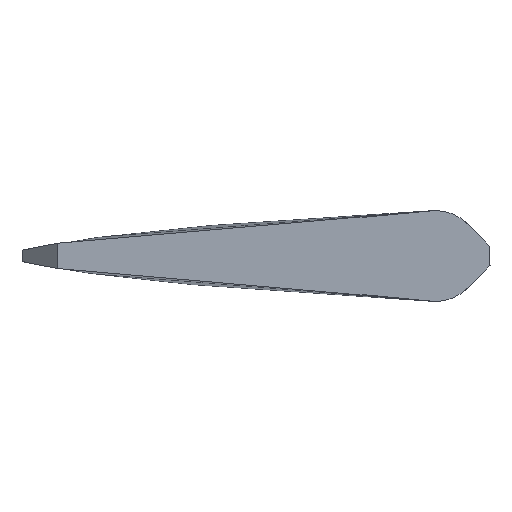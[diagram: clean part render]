
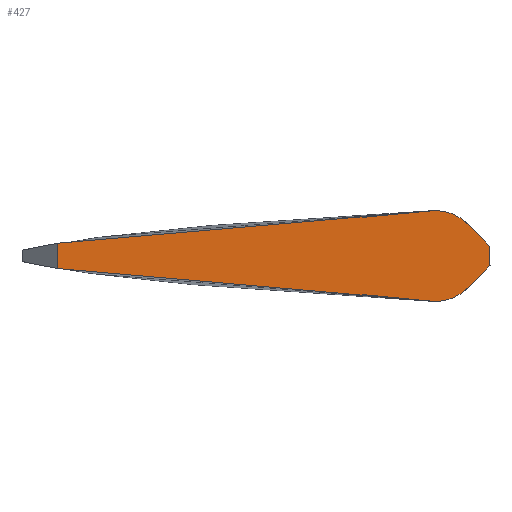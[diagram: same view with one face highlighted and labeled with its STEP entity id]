
A CAD part, left-side view. The second image highlights one B-rep face of the part: STEP entity #427.
In plain terms, the highlighted planar face has unit normal (-1, 0, 0).
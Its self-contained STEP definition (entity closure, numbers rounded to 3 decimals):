
#17=(
BOUNDED_CURVE()
B_SPLINE_CURVE(5,(#730,#731,#732,#733,#734,#735,#736,#737,#738,#739,#740),
 .UNSPECIFIED.,.F.,.F.)
B_SPLINE_CURVE_WITH_KNOTS((6,1,1,1,1,1,6),(0.441,0.5,0.6,0.7,
0.8,0.9,0.924),.UNSPECIFIED.)
CURVE()
GEOMETRIC_REPRESENTATION_ITEM()
RATIONAL_B_SPLINE_CURVE((1.,1.,1.,1.,1.,1.,1.,1.,1.,1.,1.))
REPRESENTATION_ITEM('')
);
#18=(
BOUNDED_CURVE()
B_SPLINE_CURVE(5,(#945,#946,#947,#948,#949,#950,#951,#952,#953,#954,#955),
 .UNSPECIFIED.,.F.,.F.)
B_SPLINE_CURVE_WITH_KNOTS((6,1,1,1,1,1,6),(-0.924,-0.9,-0.8,
-0.7,-0.6,-0.5,-0.442),.UNSPECIFIED.)
CURVE()
GEOMETRIC_REPRESENTATION_ITEM()
RATIONAL_B_SPLINE_CURVE((1.,1.,1.,1.,1.,1.,1.,1.,1.,1.,1.))
REPRESENTATION_ITEM('')
);
#26=B_SPLINE_CURVE_WITH_KNOTS('',3,(#767,#768,#769,#770),.UNSPECIFIED.,
 .F.,.F.,(4,4),(0.,0.332),.UNSPECIFIED.);
#30=B_SPLINE_CURVE_WITH_KNOTS('',3,(#964,#965,#966,#967),.UNSPECIFIED.,
 .F.,.F.,(4,4),(0.,0.331),.UNSPECIFIED.);
#49=FACE_OUTER_BOUND('',#73,.T.);
#73=EDGE_LOOP('',(#347,#348,#349,#350,#351,#352,#353,#354));
#87=LINE('',#570,#133);
#94=LINE('',#584,#140);
#119=LINE('',#961,#165);
#120=LINE('',#963,#166);
#133=VECTOR('',#478,10.);
#140=VECTOR('',#487,10.);
#165=VECTOR('',#534,10.);
#166=VECTOR('',#535,10.);
#179=VERTEX_POINT('',#567);
#180=VERTEX_POINT('',#569);
#186=VERTEX_POINT('',#583);
#192=VERTEX_POINT('',#724);
#193=VERTEX_POINT('',#729);
#195=VERTEX_POINT('',#766);
#208=VERTEX_POINT('',#944);
#209=VERTEX_POINT('',#962);
#219=EDGE_CURVE('',#180,#179,#87,.T.);
#226=EDGE_CURVE('',#186,#180,#94,.T.);
#234=EDGE_CURVE('',#193,#192,#17,.T.);
#237=EDGE_CURVE('',#186,#195,#26,.T.);
#260=EDGE_CURVE('',#208,#195,#18,.T.);
#262=EDGE_CURVE('',#208,#192,#119,.T.);
#263=EDGE_CURVE('',#179,#209,#120,.T.);
#264=EDGE_CURVE('',#193,#209,#30,.T.);
#347=ORIENTED_EDGE('',*,*,#262,.F.);
#348=ORIENTED_EDGE('',*,*,#260,.T.);
#349=ORIENTED_EDGE('',*,*,#237,.F.);
#350=ORIENTED_EDGE('',*,*,#226,.T.);
#351=ORIENTED_EDGE('',*,*,#219,.T.);
#352=ORIENTED_EDGE('',*,*,#263,.T.);
#353=ORIENTED_EDGE('',*,*,#264,.F.);
#354=ORIENTED_EDGE('',*,*,#234,.T.);
#405=PLANE('',#461);
#427=ADVANCED_FACE('',(#49),#405,.F.);
#461=AXIS2_PLACEMENT_3D('',#960,#532,#533);
#478=DIRECTION('',(0.,0.,1.));
#487=DIRECTION('',(0.,-0.707,0.707));
#532=DIRECTION('center_axis',(1.,0.,0.));
#533=DIRECTION('ref_axis',(0.,1.,0.));
#534=DIRECTION('',(0.,0.,1.));
#535=DIRECTION('',(0.,0.707,0.707));
#567=CARTESIAN_POINT('',(-130.,427.995,4.84));
#569=CARTESIAN_POINT('',(-130.,427.995,3.153));
#570=CARTESIAN_POINT('',(-130.,427.995,4.84));
#583=CARTESIAN_POINT('',(-130.,429.859,1.288));
#584=CARTESIAN_POINT('',(-130.,427.995,3.153));
#724=CARTESIAN_POINT('',(-130.,465.,5.089));
#729=CARTESIAN_POINT('',(-130.,432.856,7.877));
#730=CARTESIAN_POINT('Ctrl Pts',(-130.,432.856,7.877));
#731=CARTESIAN_POINT('Ctrl Pts',(-130.,433.609,7.846));
#732=CARTESIAN_POINT('Ctrl Pts',(-130.,435.634,7.758));
#733=CARTESIAN_POINT('Ctrl Pts',(-130.,438.929,7.593));
#734=CARTESIAN_POINT('Ctrl Pts',(-130.,443.623,7.3));
#735=CARTESIAN_POINT('Ctrl Pts',(-130.,450.353,6.772));
#736=CARTESIAN_POINT('Ctrl Pts',(-130.,456.687,6.165));
#737=CARTESIAN_POINT('Ctrl Pts',(-130.,461.013,5.665));
#738=CARTESIAN_POINT('Ctrl Pts',(-130.,463.539,5.317));
#739=CARTESIAN_POINT('Ctrl Pts',(-130.,464.77,5.126));
#740=CARTESIAN_POINT('Ctrl Pts',(-130.,465.,5.089));
#766=CARTESIAN_POINT('',(-130.,432.857,0.12));
#767=CARTESIAN_POINT('Ctrl Pts',(-130.,429.859,1.288));
#768=CARTESIAN_POINT('Ctrl Pts',(-130.,430.64,0.507));
#769=CARTESIAN_POINT('Ctrl Pts',(-130.,431.754,0.073));
#770=CARTESIAN_POINT('Ctrl Pts',(-130.,432.857,0.12));
#944=CARTESIAN_POINT('',(-130.,465.,2.925));
#945=CARTESIAN_POINT('Ctrl Pts',(-130.,465.,2.925));
#946=CARTESIAN_POINT('Ctrl Pts',(-130.,464.768,2.888));
#947=CARTESIAN_POINT('Ctrl Pts',(-130.,463.532,2.695));
#948=CARTESIAN_POINT('Ctrl Pts',(-130.,460.995,2.344));
#949=CARTESIAN_POINT('Ctrl Pts',(-130.,456.651,1.839));
#950=CARTESIAN_POINT('Ctrl Pts',(-130.,450.312,1.225));
#951=CARTESIAN_POINT('Ctrl Pts',(-130.,443.617,0.698));
#952=CARTESIAN_POINT('Ctrl Pts',(-130.,438.96,0.409));
#953=CARTESIAN_POINT('Ctrl Pts',(-130.,435.656,0.242));
#954=CARTESIAN_POINT('Ctrl Pts',(-130.,433.613,0.152));
#955=CARTESIAN_POINT('Ctrl Pts',(-130.,432.857,0.12));
#960=CARTESIAN_POINT('Origin',(-130.,447.997,3.997));
#961=CARTESIAN_POINT('',(-130.,465.,3.752));
#962=CARTESIAN_POINT('',(-130.,429.863,6.709));
#963=CARTESIAN_POINT('',(-130.,427.995,4.84));
#964=CARTESIAN_POINT('Ctrl Pts',(-130.,432.856,7.877));
#965=CARTESIAN_POINT('Ctrl Pts',(-130.,431.755,7.922));
#966=CARTESIAN_POINT('Ctrl Pts',(-130.,430.642,7.488));
#967=CARTESIAN_POINT('Ctrl Pts',(-130.,429.863,6.709));
